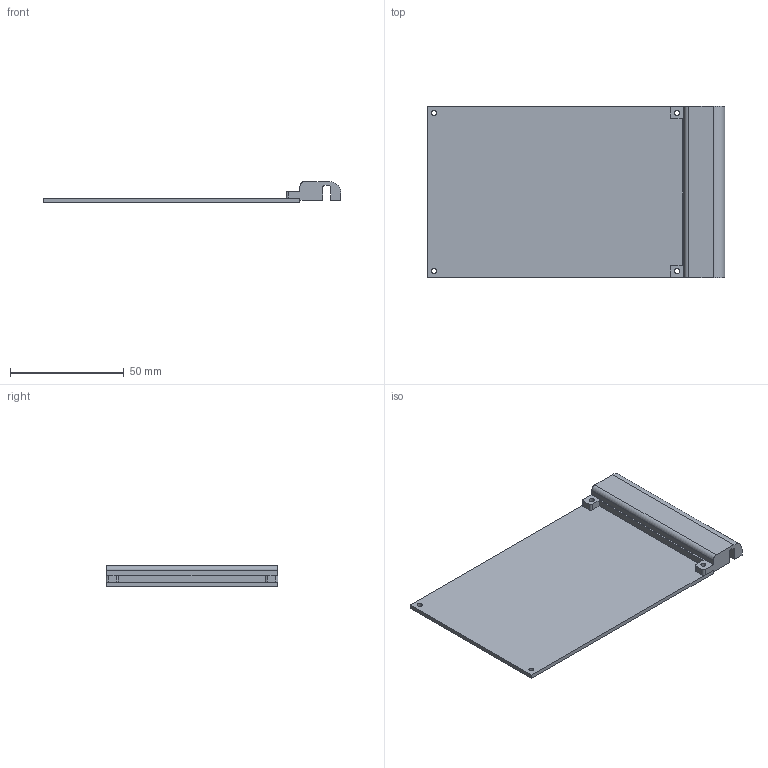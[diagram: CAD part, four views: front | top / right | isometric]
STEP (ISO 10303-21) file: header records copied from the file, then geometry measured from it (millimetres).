
FILE_DESCRIPTION(/* description */ ('STEP AP242','CAx-IF Rec.Pracs.---Representation and Presentation of Product Manufacturing Information (PMI)---4.0---2014-10-13','CAx-IF Rec.Pracs.---3D Tessellated Geometry---0.4---2014-09-14','2;1'),/* implementation_level */ '2;1');
FILE_NAME(/* name */ '66fb195f90796e3624cdc28b',/* time_stamp */ '2024-09-30T21:34:26Z',/* author */ (''),/* organization */ (''),/* preprocessor_version */ 'ST-DEVELOPER v20',/* originating_system */ ' ',/* authorisation */ ' ');
FILE_SCHEMA (('AP242_MANAGED_MODEL_BASED_3D_ENGINEERING_MIM_LF { 1 0 10303 442 1 1 4 }'));
Length unit declared in the file: metre
Products named in the file (2): Part 2; Part 1
Bounding box: 131 x 75.6 x 9.05 mm (x, y, z)
Volume: 24600.8 mm3; surface area: 22981.7 mm2
Topology: 2 solids, 2 shells, 38 faces, 102 edges, 68 vertices
Faces by surface type: plane 24, cylinder 10, bspline 4
Full cylindrical faces by diameter (mm): 2.2 x6
Entity records: 1260 total; most frequent: CARTESIAN_POINT 280, ORIENTED_EDGE 192, DIRECTION 172, EDGE_CURVE 96, VERTEX_POINT 68, LINE 60, VECTOR 60, EDGE_LOOP 56
